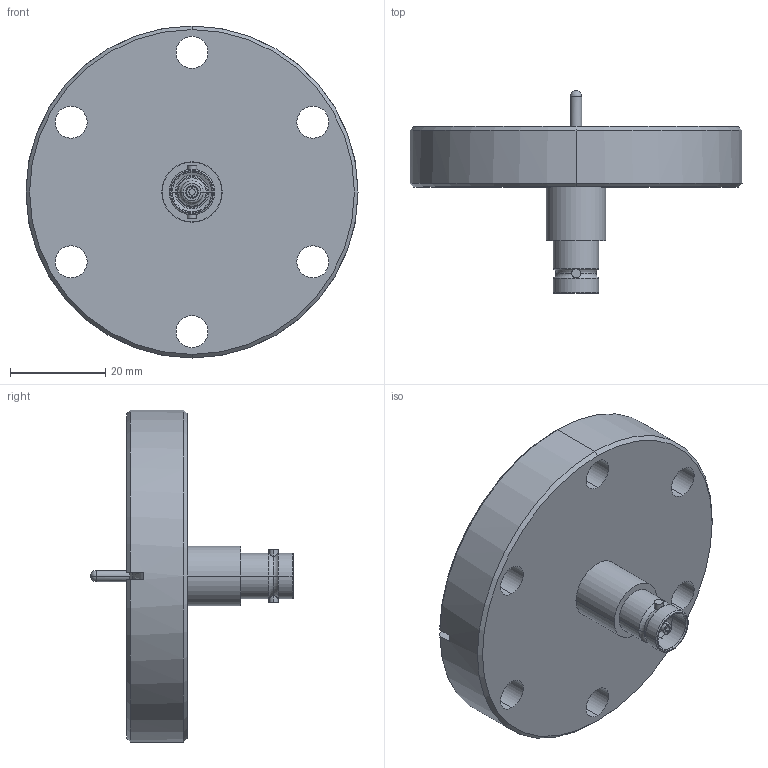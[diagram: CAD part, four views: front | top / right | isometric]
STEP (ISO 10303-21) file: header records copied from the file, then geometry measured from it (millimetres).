
FILE_DESCRIPTION (( 'STEP AP203' ), '1' );
FILE_NAME ('A0290-1-CF.STEP', '2012-06-04T13:18:23', ( '' ), ( '' ), 'SwSTEP 2.0', 'SolidWorks 2012', '' );
FILE_SCHEMA (( 'CONFIG_CONTROL_DESIGN' ));
Length unit declared in the file: inch
Products named in the file (1): A0290-1-CF
Bounding box: 69.85 x 42.67 x 69.85 mm (x, y, z)
Volume: 44203.9 mm3; surface area: 15718.7 mm2
Topology: 1 solids, 1 shells, 141 faces, 330 edges, 204 vertices
Faces by surface type: cylinder 72, plane 34, cone 17, torus 16, sphere 2
Entity records: 4450 total; most frequent: CARTESIAN_POINT 1020, DIRECTION 779, ORIENTED_EDGE 652, AXIS2_PLACEMENT_3D 331, EDGE_CURVE 326, VERTEX_POINT 202, CIRCLE 189, EDGE_LOOP 168
